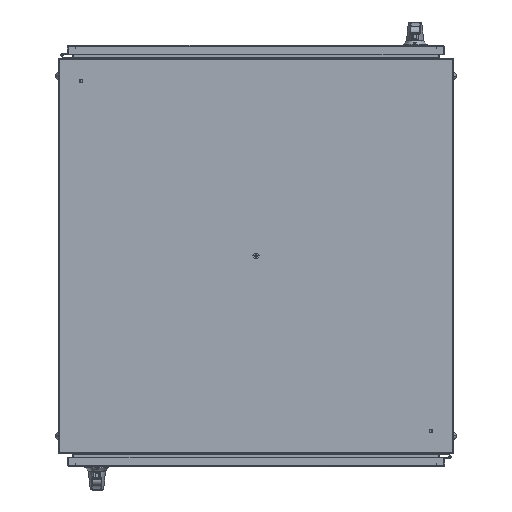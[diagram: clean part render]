
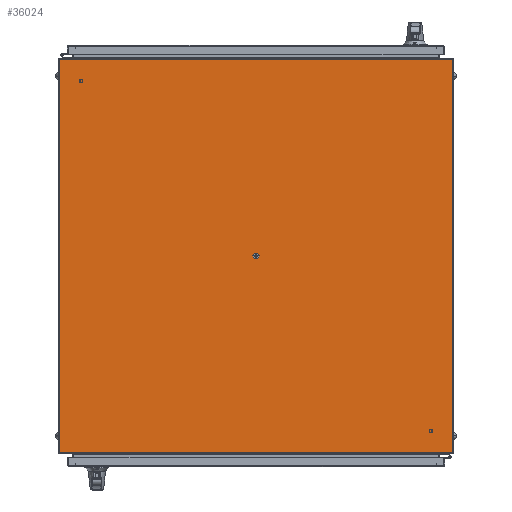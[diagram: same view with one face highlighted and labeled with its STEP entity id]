
A CAD part, front view. The second image highlights one B-rep face of the part: STEP entity #36024.
In plain terms, the highlighted face is planar.
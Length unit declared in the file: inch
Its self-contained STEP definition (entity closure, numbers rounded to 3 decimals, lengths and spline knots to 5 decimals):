
#11307 = EDGE_LOOP ( 'NONE', ( #41590, #198052, #95613, #159026 ) ) ;
#12293 = EDGE_CURVE ( 'NONE', #17183, #60026, #56590, .T. ) ;
#12608 = VECTOR ( 'NONE', #57033, 39.37008 ) ;
#17183 = VERTEX_POINT ( 'NONE', #140587 ) ;
#17389 = CARTESIAN_POINT ( 'NONE',  ( -17.935, -17.887, 0. ) ) ;
#20916 = EDGE_CURVE ( 'NONE', #60026, #104391, #181037, .T. ) ;
#22874 = CARTESIAN_POINT ( 'NONE',  ( 17.935, 17.887, 0. ) ) ;
#25853 = VECTOR ( 'NONE', #178589, 39.37008 ) ;
#32026 = CARTESIAN_POINT ( 'NONE',  ( 17.935, 18.03, 0. ) ) ;
#36024 = ADVANCED_FACE ( 'NONE', ( #187661 ), #64207, .F. ) ;
#39448 = VECTOR ( 'NONE', #101884, 39.37008 ) ;
#41590 = ORIENTED_EDGE ( 'NONE', *, *, #20916, .F. ) ;
#44403 = LINE ( 'NONE', #147765, #39448 ) ;
#56590 = LINE ( 'NONE', #73448, #12608 ) ;
#57033 = DIRECTION ( 'NONE',  ( 0., 1., 0. ) ) ;
#58376 = VECTOR ( 'NONE', #86338, 39.37008 ) ;
#60026 = VERTEX_POINT ( 'NONE', #22874 ) ;
#64207 = PLANE ( 'NONE',  #132877 ) ;
#68216 = CARTESIAN_POINT ( 'NONE',  ( -17.935, 18.03, 0. ) ) ;
#70427 = EDGE_CURVE ( 'NONE', #104391, #181880, #131311, .T. ) ;
#73448 = CARTESIAN_POINT ( 'NONE',  ( 17.935, 18.03, 0. ) ) ;
#80014 = DIRECTION ( 'NONE',  ( 0., 0., 1. ) ) ;
#85605 = CARTESIAN_POINT ( 'NONE',  ( 17.935, 17.887, 0. ) ) ;
#86338 = DIRECTION ( 'NONE',  ( -1., 0., 0. ) ) ;
#95613 = ORIENTED_EDGE ( 'NONE', *, *, #162899, .F. ) ;
#101884 = DIRECTION ( 'NONE',  ( 1., 0., 0. ) ) ;
#104391 = VERTEX_POINT ( 'NONE', #130580 ) ;
#111583 = DIRECTION ( 'NONE',  ( 1., 0., 0. ) ) ;
#130580 = CARTESIAN_POINT ( 'NONE',  ( -17.935, 17.887, 0. ) ) ;
#131311 = LINE ( 'NONE', #68216, #25853 ) ;
#132877 = AXIS2_PLACEMENT_3D ( 'NONE', #32026, #80014, #111583 ) ;
#140587 = CARTESIAN_POINT ( 'NONE',  ( 17.935, -17.887, 0. ) ) ;
#147765 = CARTESIAN_POINT ( 'NONE',  ( 17.935, -17.887, 0. ) ) ;
#159026 = ORIENTED_EDGE ( 'NONE', *, *, #70427, .F. ) ;
#162899 = EDGE_CURVE ( 'NONE', #181880, #17183, #44403, .T. ) ;
#178589 = DIRECTION ( 'NONE',  ( 0., -1., 0. ) ) ;
#181037 = LINE ( 'NONE', #85605, #58376 ) ;
#181880 = VERTEX_POINT ( 'NONE', #17389 ) ;
#187661 = FACE_OUTER_BOUND ( 'NONE', #11307, .T. ) ;
#198052 = ORIENTED_EDGE ( 'NONE', *, *, #12293, .F. ) ;
